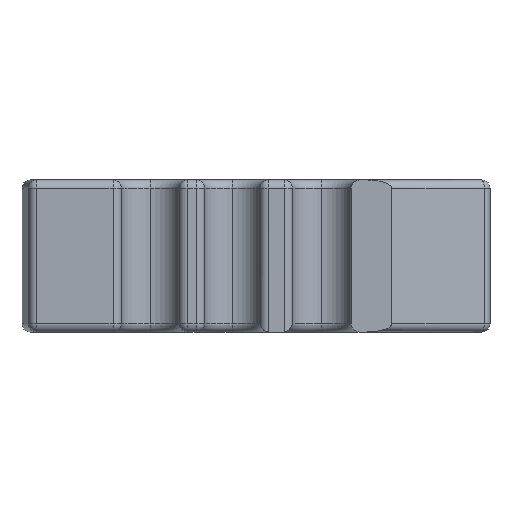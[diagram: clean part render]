
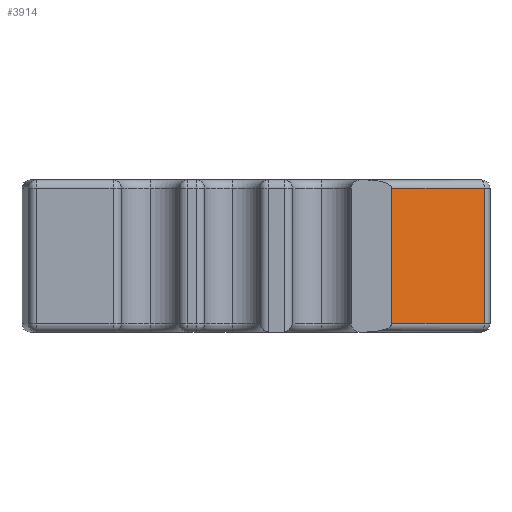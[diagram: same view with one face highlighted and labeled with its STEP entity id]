
A CAD part, left-side view. The second image highlights one B-rep face of the part: STEP entity #3914.
In plain terms, the highlighted planar face has unit normal (-0.945, -0.328, 0).
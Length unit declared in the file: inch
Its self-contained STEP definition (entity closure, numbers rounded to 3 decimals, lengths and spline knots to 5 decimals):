
#300 = CARTESIAN_POINT ( 'NONE',  ( -0.35005, -0.19501, 0. ) ) ;
#304 = CARTESIAN_POINT ( 'NONE',  ( -0.42618, 0.02398, 0.02 ) ) ;
#306 = DIRECTION ( 'NONE',  ( 0.328, -0.945, 0. ) ) ;
#307 = DIRECTION ( 'NONE',  ( 0., 0., 1. ) ) ;
#308 = CARTESIAN_POINT ( 'NONE',  ( -0.42618, 0.02398, 0.34 ) ) ;
#309 = DIRECTION ( 'NONE',  ( -0.328, 0.945, 0. ) ) ;
#985 = EDGE_LOOP ( 'NONE', ( #9201, #6497, #9279, #9293 ) ) ;
#2718 = FACE_OUTER_BOUND ( 'NONE', #985, .T. ) ;
#3386 = VERTEX_POINT ( 'NONE', #6063 ) ;
#3403 = VERTEX_POINT ( 'NONE', #6080 ) ;
#3404 = VERTEX_POINT ( 'NONE', #6081 ) ;
#3428 = VERTEX_POINT ( 'NONE', #6105 ) ;
#3914 = ADVANCED_FACE ( 'NONE', ( #2718 ), #6939, .F. ) ;
#6063 = CARTESIAN_POINT ( 'NONE',  ( -0.35005, -0.19501, 0.02 ) ) ;
#6080 = CARTESIAN_POINT ( 'NONE',  ( -0.42618, 0.02398, 0.02 ) ) ;
#6081 = CARTESIAN_POINT ( 'NONE',  ( -0.42618, 0.02398, 0.34 ) ) ;
#6105 = CARTESIAN_POINT ( 'NONE',  ( -0.35005, -0.19501, 0.34 ) ) ;
#6497 = ORIENTED_EDGE ( 'NONE', *, *, #8347, .T. ) ;
#6938 = CARTESIAN_POINT ( 'NONE',  ( -0.42618, 0.02398, 0. ) ) ;
#6939 = PLANE ( 'NONE',  #9067 ) ;
#6943 = DIRECTION ( 'NONE',  ( 0.945, 0.328, 0. ) ) ;
#6944 = DIRECTION ( 'NONE',  ( -0.328, 0.945, 0. ) ) ;
#8276 = EDGE_CURVE ( 'NONE', #3403, #3404, #11331, .T. ) ;
#8347 = EDGE_CURVE ( 'NONE', #3403, #3386, #11438, .T. ) ;
#8348 = EDGE_CURVE ( 'NONE', #3386, #3428, #11431, .T. ) ;
#8349 = EDGE_CURVE ( 'NONE', #3428, #3404, #11446, .T. ) ;
#9067 = AXIS2_PLACEMENT_3D ( 'NONE', #6938, #6943, #6944 ) ;
#9201 = ORIENTED_EDGE ( 'NONE', *, *, #8276, .F. ) ;
#9279 = ORIENTED_EDGE ( 'NONE', *, *, #8348, .T. ) ;
#9293 = ORIENTED_EDGE ( 'NONE', *, *, #8349, .T. ) ;
#11099 = CARTESIAN_POINT ( 'NONE',  ( -0.42618, 0.02398, 0. ) ) ;
#11100 = DIRECTION ( 'NONE',  ( 0., 0., 1. ) ) ;
#11331 = LINE ( 'NONE', #11099, #11333 ) ;
#11333 = VECTOR ( 'NONE', #11100, 39.37008 ) ;
#11431 = LINE ( 'NONE', #300, #11448 ) ;
#11438 = LINE ( 'NONE', #304, #11444 ) ;
#11444 = VECTOR ( 'NONE', #306, 39.37008 ) ;
#11446 = LINE ( 'NONE', #308, #11452 ) ;
#11448 = VECTOR ( 'NONE', #307, 39.37008 ) ;
#11452 = VECTOR ( 'NONE', #309, 39.37008 ) ;
